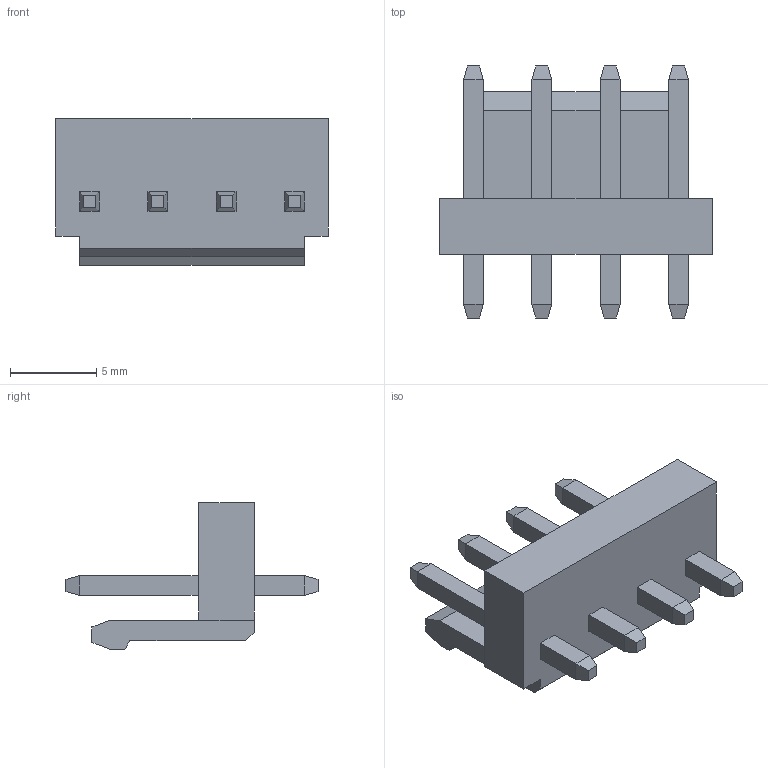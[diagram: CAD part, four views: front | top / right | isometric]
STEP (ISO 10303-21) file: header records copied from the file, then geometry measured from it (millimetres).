
FILE_DESCRIPTION (( 'STEP AP214' ), '1' );
FILE_NAME ('B4P-VH(LF)(SN).STEP', '2023-12-10T14:14:42', ( '' ), ( '' ), 'SwSTEP 2.0', 'SolidWorks 2021', '' );
FILE_SCHEMA (( 'AUTOMOTIVE_DESIGN' ));
Length unit declared in the file: millimetre
Products named in the file (3): B4P-VH(LF)(SN); BxP-VH_4; pin
Assembly tree (5 placements, depth 2):
  B4P-VH(LF)(SN)
    BxP-VH_4
    pin  x4
Bounding box: 15.78 x 14.6 x 8.5 mm (x, y, z)
Volume: 552.8 mm3; surface area: 886.8 mm2
Topology: 5 solids, 5 shells, 89 faces, 203 edges, 124 vertices
Faces by surface type: plane 89
Entity records: 1523 total; most frequent: CARTESIAN_POINT 250, ORIENTED_EDGE 238, DIRECTION 229, VECTOR 119, EDGE_CURVE 119, LINE 119, VERTEX_POINT 76, AXIS2_PLACEMENT_3D 55
